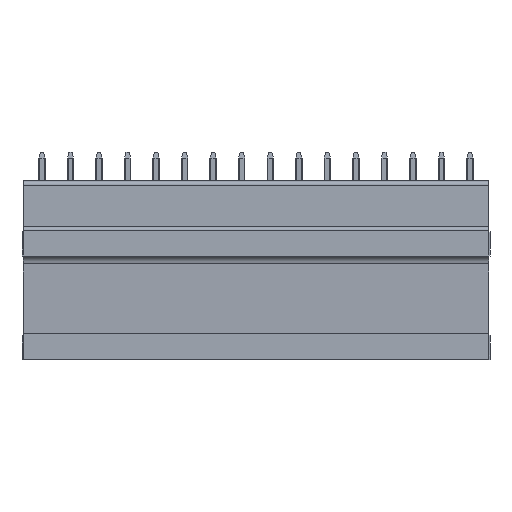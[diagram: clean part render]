
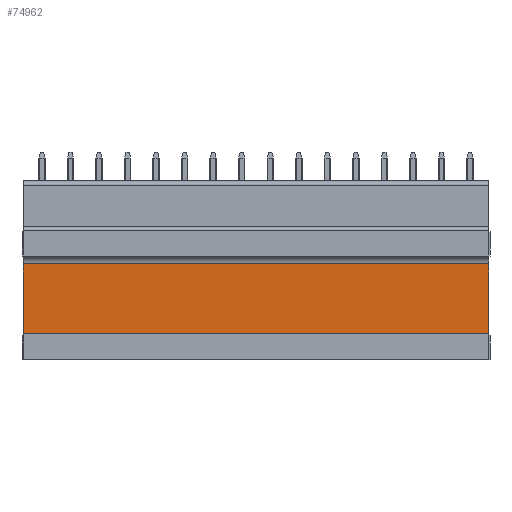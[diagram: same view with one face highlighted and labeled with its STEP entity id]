
A CAD part, front view. The second image highlights one B-rep face of the part: STEP entity #74962.
In plain terms, the highlighted planar face has unit normal (0, -1, -0.026).
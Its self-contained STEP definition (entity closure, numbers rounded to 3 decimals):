
#25554=DIRECTION('',(-1.,0.,0.));
#25555=VECTOR('',#25554,57.1);
#25556=CARTESIAN_POINT('',(-0.15,4.2,-9.5));
#25557=LINE('',#25556,#25555);
#25562=DIRECTION('',(0.,0.026,-1.));
#25563=VECTOR('',#25562,8.529);
#25564=CARTESIAN_POINT('',(-57.25,3.98,-0.974));
#25565=LINE('',#25564,#25563);
#25566=DIRECTION('',(-1.,0.,0.));
#25567=VECTOR('',#25566,57.1);
#25568=CARTESIAN_POINT('',(-0.15,3.98,-0.974));
#25569=LINE('',#25568,#25567);
#25570=DIRECTION('',(0.,0.026,-1.));
#25571=VECTOR('',#25570,8.529);
#25572=CARTESIAN_POINT('',(-0.15,3.98,-0.974));
#25573=LINE('',#25572,#25571);
#35522=CARTESIAN_POINT('',(-0.15,3.98,-0.974));
#35523=VERTEX_POINT('',#35522);
#35524=CARTESIAN_POINT('',(-0.15,4.2,-9.5));
#35525=VERTEX_POINT('',#35524);
#39922=CARTESIAN_POINT('',(-57.25,3.98,-0.974));
#39923=VERTEX_POINT('',#39922);
#39924=CARTESIAN_POINT('',(-57.25,4.2,-9.5));
#39925=VERTEX_POINT('',#39924);
#74949=CARTESIAN_POINT('',(0.,3.98,-0.974));
#74950=DIRECTION('',(0.,-1.,-0.026));
#74951=DIRECTION('',(0.,0.026,-1.));
#74952=AXIS2_PLACEMENT_3D('',#74949,#74950,#74951);
#74953=PLANE('',#74952);
#74954=ORIENTED_EDGE('',*,*,#57027,.F.);
#74956=ORIENTED_EDGE('',*,*,#74955,.F.);
#74958=ORIENTED_EDGE('',*,*,#74957,.T.);
#74959=ORIENTED_EDGE('',*,*,#74941,.T.);
#74960=EDGE_LOOP('',(#74954,#74956,#74958,#74959));
#74961=FACE_OUTER_BOUND('',#74960,.F.);
#74962=ADVANCED_FACE('',(#74961),#74953,.T.);
#57027=EDGE_CURVE('',#39923,#39925,#25565,.T.);
#74941=EDGE_CURVE('',#35525,#39925,#25557,.T.);
#74955=EDGE_CURVE('',#35523,#39923,#25569,.T.);
#74957=EDGE_CURVE('',#35523,#35525,#25573,.T.);
